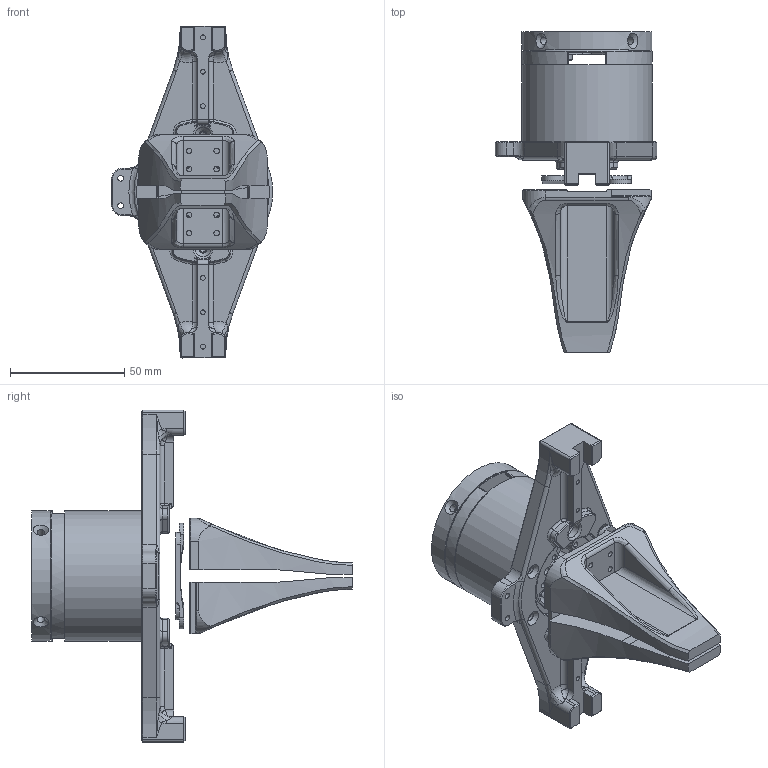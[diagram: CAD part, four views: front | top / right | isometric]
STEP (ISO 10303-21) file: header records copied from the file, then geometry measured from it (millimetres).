
FILE_DESCRIPTION (( 'STEP AP203' ), '1' );
FILE_NAME ('蛈標勤俋0820.STEP', '2024-08-26T12:59:50', ( '' ), ( '' ), 'SwSTEP 2.0', 'SolidWorks 2019', '' );
FILE_SCHEMA (( 'CONFIG_CONTROL_DESIGN' ));
Length unit declared in the file: millimetre
Products named in the file (8): M-JXB2-130103-C; M-JXB2-130101-C; 4310 熬厒萇儂Ver.B 3D; M-JXB2-130102-D; M-JXB2-130104-D; 蛈標勤俋0820; M-JXB2-130099-B; 4310 熬厒萇儂Ver.B 3D20231203
Assembly tree (9 placements, depth 3):
  蛈標勤俋0820
    4310 熬厒萇儂Ver.B 3D20231203
      4310 熬厒萇儂Ver.B 3D
    M-JXB2-130099-B
    M-JXB2-130101-C  x2
    M-JXB2-130102-D  x2
    M-JXB2-130104-D
    M-JXB2-130103-C
Bounding box: 70.43 x 140 x 145 mm (x, y, z)
Volume: 196645.1 mm3; surface area: 67317.6 mm2
Topology: 8 solids, 8 shells, 908 faces, 2248 edges, 1335 vertices
Faces by surface type: cylinder 320, plane 284, cone 141, bspline 114, torus 49
Full cylindrical faces by diameter (mm): 2 x4, 2.2 x2, 2.4 x8, 2.5 x20, 2.9 x4, 3 x2, 3.4 x16, 4 x7, 4.2 x4, 6.72 x2, 26 x1, 35 x1, 35.5 x1, 40 x1, 46 x1, 57 x3, 57.2 x1
Entity records: 32181 total; most frequent: CARTESIAN_POINT 12958, DIRECTION 3762, ORIENTED_EDGE 3728, EDGE_CURVE 1864, AXIS2_PLACEMENT_3D 1482, VERTEX_POINT 1181, EDGE_LOOP 1043, FACE_OUTER_BOUND 909
